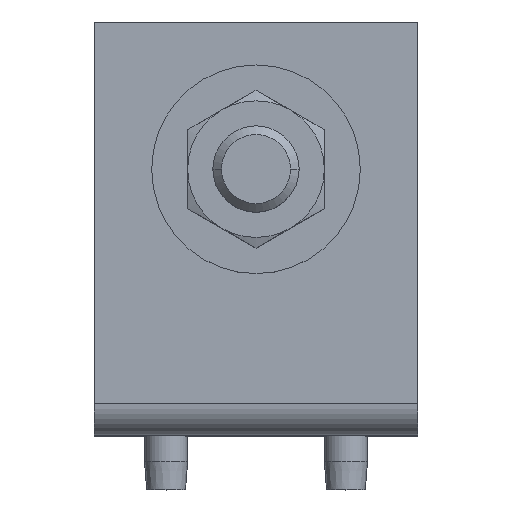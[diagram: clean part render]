
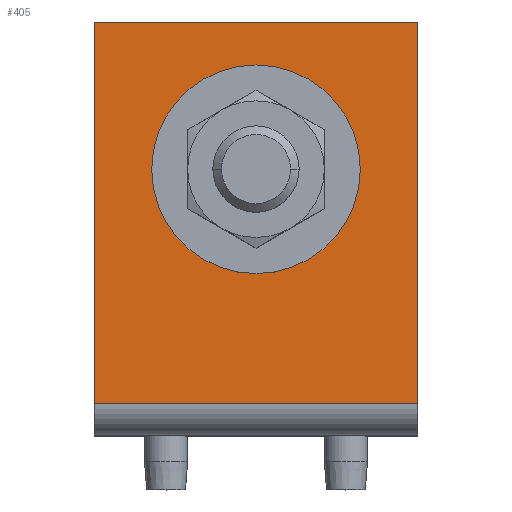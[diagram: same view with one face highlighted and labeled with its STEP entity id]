
A CAD part, top view. The second image highlights one B-rep face of the part: STEP entity #405.
In plain terms, the highlighted planar face has unit normal (0, 0, 1).
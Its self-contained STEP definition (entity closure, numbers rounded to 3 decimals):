
#405=ADVANCED_FACE('',(#719,#720),#721,.T.);
#719=FACE_BOUND('',#1000,.T.);
#720=FACE_OUTER_BOUND('',#1001,.T.);
#721=PLANE('',#1002);
#1000=EDGE_LOOP('',(#1625,#1626,#1627,#1628));
#1001=EDGE_LOOP('',(#1629,#1630,#1631,#1632));
#1002=AXIS2_PLACEMENT_3D('',#1633,#1634,#1635);
#1625=ORIENTED_EDGE('',*,*,#1945,.T.);
#1626=ORIENTED_EDGE('',*,*,#1949,.T.);
#1627=ORIENTED_EDGE('',*,*,#1936,.T.);
#1628=ORIENTED_EDGE('',*,*,#1941,.T.);
#1629=ORIENTED_EDGE('',*,*,#1957,.T.);
#1630=ORIENTED_EDGE('',*,*,#1958,.F.);
#1631=ORIENTED_EDGE('',*,*,#1959,.T.);
#1632=ORIENTED_EDGE('',*,*,#1953,.T.);
#1633=CARTESIAN_POINT('',(0.0,38.5,46.5));
#1634=DIRECTION('',(0.0,0.0,1.0));
#1635=DIRECTION('',(0.0,-1.0,0.0));
#1936=EDGE_CURVE('',#2287,#2288,#2289,.T.);
#1941=EDGE_CURVE('',#2288,#2296,#2297,.T.);
#1945=EDGE_CURVE('',#2296,#2302,#2303,.T.);
#1949=EDGE_CURVE('',#2302,#2287,#2308,.T.);
#1953=EDGE_CURVE('',#2314,#2312,#2315,.T.);
#1957=EDGE_CURVE('',#2312,#2320,#2321,.T.);
#1958=EDGE_CURVE('',#2322,#2320,#2323,.T.);
#1959=EDGE_CURVE('',#2322,#2314,#2324,.T.);
#2287=VERTEX_POINT('',#2854);
#2288=VERTEX_POINT('',#2855);
#2289=LINE('',#2856,#2857);
#2296=VERTEX_POINT('',#2867);
#2297=LINE('',#2868,#2869);
#2302=VERTEX_POINT('',#2876);
#2303=LINE('',#2877,#2878);
#2308=LINE('',#2885,#2886);
#2312=VERTEX_POINT('',#2891);
#2314=VERTEX_POINT('',#2893);
#2315=LINE('',#2894,#2895);
#2320=VERTEX_POINT('',#2901);
#2321=LINE('',#2902,#2903);
#2322=VERTEX_POINT('',#2904);
#2323=LINE('',#2905,#2906);
#2324=LINE('',#2907,#2908);
#2854=CARTESIAN_POINT('',(16.25,51.25,46.5));
#2855=CARTESIAN_POINT('',(28.75,51.25,46.5));
#2856=CARTESIAN_POINT('',(11.25,51.25,46.5));
#2857=VECTOR('',#3224,1.0);
#2867=CARTESIAN_POINT('',(28.75,35.25,46.5));
#2868=CARTESIAN_POINT('',(28.75,40.875,46.5));
#2869=VECTOR('',#3228,1.0);
#2876=CARTESIAN_POINT('',(16.25,35.25,46.5));
#2877=CARTESIAN_POINT('',(11.25,35.25,46.5));
#2878=VECTOR('',#3231,1.0);
#2885=CARTESIAN_POINT('',(16.25,40.875,46.5));
#2886=VECTOR('',#3234,1.0);
#2891=CARTESIAN_POINT('',(45.0,12.0,46.5));
#2893=CARTESIAN_POINT('',(0.0,12.0,46.5));
#2894=CARTESIAN_POINT('',(0.0,12.0,46.5));
#2895=VECTOR('',#3239,1.0);
#2901=CARTESIAN_POINT('',(45.0,65.0,46.5));
#2902=CARTESIAN_POINT('',(45.0,65.0,46.5));
#2903=VECTOR('',#3244,1.0);
#2904=CARTESIAN_POINT('',(0.0,65.0,46.5));
#2905=CARTESIAN_POINT('',(0.0,65.0,46.5));
#2906=VECTOR('',#3245,1.0);
#2907=CARTESIAN_POINT('',(0.0,65.0,46.5));
#2908=VECTOR('',#3246,1.0);
#3224=DIRECTION('',(1.0,0.0,-0.0));
#3228=DIRECTION('',(0.0,-1.0,0.0));
#3231=DIRECTION('',(-1.0,0.0,0.0));
#3234=DIRECTION('',(0.0,1.0,0.0));
#3239=DIRECTION('',(1.0,0.0,0.0));
#3244=DIRECTION('',(0.0,1.0,0.0));
#3245=DIRECTION('',(1.0,0.0,0.0));
#3246=DIRECTION('',(0.0,-1.0,0.0));
